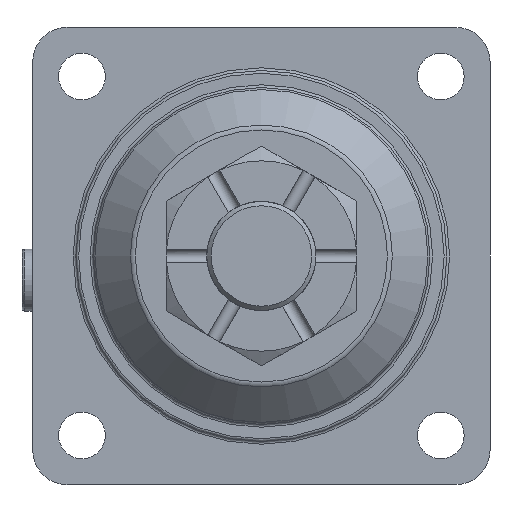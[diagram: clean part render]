
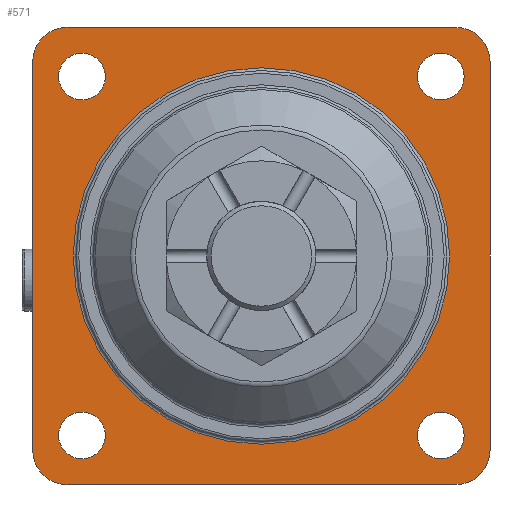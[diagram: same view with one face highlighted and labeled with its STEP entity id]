
A CAD part, left-side view. The second image highlights one B-rep face of the part: STEP entity #571.
In plain terms, the highlighted planar face has unit normal (-1, 0, 0).
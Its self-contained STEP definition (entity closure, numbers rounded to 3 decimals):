
#571 = ADVANCED_FACE( '', ( #1287, #1288, #1289, #1290, #1291, #1292 ), #1293, .F. );
#1287 = FACE_BOUND( '', #2339, .T. );
#1288 = FACE_BOUND( '', #2340, .T. );
#1289 = FACE_BOUND( '', #2341, .T. );
#1290 = FACE_BOUND( '', #2342, .T. );
#1291 = FACE_BOUND( '', #2343, .T. );
#1292 = FACE_OUTER_BOUND( '', #2344, .T. );
#1293 = PLANE( '', #2345 );
#2339 = EDGE_LOOP( '', ( #3645 ) );
#2340 = EDGE_LOOP( '', ( #3646 ) );
#2341 = EDGE_LOOP( '', ( #3647 ) );
#2342 = EDGE_LOOP( '', ( #3648 ) );
#2343 = EDGE_LOOP( '', ( #3649 ) );
#2344 = EDGE_LOOP( '', ( #3650, #3651, #3652, #3653, #3654, #3655, #3656, #3657 ) );
#2345 = AXIS2_PLACEMENT_3D( '', #3658, #3659, #3660 );
#3645 = ORIENTED_EDGE( '', *, *, #5724, .T. );
#3646 = ORIENTED_EDGE( '', *, *, #5725, .T. );
#3647 = ORIENTED_EDGE( '', *, *, #5726, .T. );
#3648 = ORIENTED_EDGE( '', *, *, #5710, .T. );
#3649 = ORIENTED_EDGE( '', *, *, #5727, .T. );
#3650 = ORIENTED_EDGE( '', *, *, #5728, .F. );
#3651 = ORIENTED_EDGE( '', *, *, #5729, .F. );
#3652 = ORIENTED_EDGE( '', *, *, #5654, .F. );
#3653 = ORIENTED_EDGE( '', *, *, #5730, .F. );
#3654 = ORIENTED_EDGE( '', *, *, #5731, .F. );
#3655 = ORIENTED_EDGE( '', *, *, #5732, .F. );
#3656 = ORIENTED_EDGE( '', *, *, #5733, .F. );
#3657 = ORIENTED_EDGE( '', *, *, #5659, .F. );
#3658 = CARTESIAN_POINT( '', ( 46.5, 54.75, 0. ) );
#3659 = DIRECTION( '', ( 1., 0., 0. ) );
#3660 = DIRECTION( '', ( 0., 0., -1. ) );
#5654 = EDGE_CURVE( '', #6662, #6663, #6664, .T. );
#5659 = EDGE_CURVE( '', #6671, #6672, #6673, .T. );
#5710 = EDGE_CURVE( '', #6752, #6752, #6753, .T. );
#5724 = EDGE_CURVE( '', #6770, #6770, #6771, .T. );
#5725 = EDGE_CURVE( '', #6772, #6772, #6773, .T. );
#5726 = EDGE_CURVE( '', #6774, #6774, #6775, .T. );
#5727 = EDGE_CURVE( '', #6776, #6776, #6777, .T. );
#5728 = EDGE_CURVE( '', #6778, #6671, #6779, .T. );
#5729 = EDGE_CURVE( '', #6663, #6778, #6780, .T. );
#5730 = EDGE_CURVE( '', #6781, #6662, #6782, .T. );
#5731 = EDGE_CURVE( '', #6783, #6781, #6784, .T. );
#5732 = EDGE_CURVE( '', #6785, #6783, #6786, .T. );
#5733 = EDGE_CURVE( '', #6672, #6785, #6787, .T. );
#6662 = VERTEX_POINT( '', #8384 );
#6663 = VERTEX_POINT( '', #8385 );
#6664 = CIRCLE( '', #8386, 10. );
#6671 = VERTEX_POINT( '', #8395 );
#6672 = VERTEX_POINT( '', #8396 );
#6673 = LINE( '', #8397, #8398 );
#6752 = VERTEX_POINT( '', #8558 );
#6753 = CIRCLE( '', #8559, 6.8 );
#6770 = VERTEX_POINT( '', #8578 );
#6771 = CIRCLE( '', #8579, 54.75 );
#6772 = VERTEX_POINT( '', #8580 );
#6773 = CIRCLE( '', #8581, 6.8 );
#6774 = VERTEX_POINT( '', #8582 );
#6775 = CIRCLE( '', #8583, 6.8 );
#6776 = VERTEX_POINT( '', #8584 );
#6777 = CIRCLE( '', #8585, 6.8 );
#6778 = VERTEX_POINT( '', #8586 );
#6779 = CIRCLE( '', #8587, 10. );
#6780 = LINE( '', #8588, #8589 );
#6781 = VERTEX_POINT( '', #8590 );
#6782 = LINE( '', #8591, #8592 );
#6783 = VERTEX_POINT( '', #8593 );
#6784 = CIRCLE( '', #8594, 10. );
#6785 = VERTEX_POINT( '', #8595 );
#6786 = LINE( '', #8596, #8597 );
#6787 = CIRCLE( '', #8598, 10. );
#8384 = CARTESIAN_POINT( '', ( 46.5, 56.5, -66.5 ) );
#8385 = CARTESIAN_POINT( '', ( 46.5, 66.5, -56.5 ) );
#8386 = AXIS2_PLACEMENT_3D( '', #10339, #10340, #10341 );
#8395 = CARTESIAN_POINT( '', ( 46.5, 56.5, 66.5 ) );
#8396 = CARTESIAN_POINT( '', ( 46.5, -56.5, 66.5 ) );
#8397 = CARTESIAN_POINT( '', ( 46.5, 56.5, 66.5 ) );
#8398 = VECTOR( '', #10347, 1000. );
#8558 = CARTESIAN_POINT( '', ( 46.5, -52.184, -58.984 ) );
#8559 = AXIS2_PLACEMENT_3D( '', #10422, #10423, #10424 );
#8578 = CARTESIAN_POINT( '', ( 46.5, 0., -54.75 ) );
#8579 = AXIS2_PLACEMENT_3D( '', #10442, #10443, #10444 );
#8580 = CARTESIAN_POINT( '', ( 46.5, -52.184, 45.384 ) );
#8581 = AXIS2_PLACEMENT_3D( '', #10445, #10446, #10447 );
#8582 = CARTESIAN_POINT( '', ( 46.5, 52.184, 45.384 ) );
#8583 = AXIS2_PLACEMENT_3D( '', #10448, #10449, #10450 );
#8584 = CARTESIAN_POINT( '', ( 46.5, 52.184, -58.984 ) );
#8585 = AXIS2_PLACEMENT_3D( '', #10451, #10452, #10453 );
#8586 = CARTESIAN_POINT( '', ( 46.5, 66.5, 56.5 ) );
#8587 = AXIS2_PLACEMENT_3D( '', #10454, #10455, #10456 );
#8588 = CARTESIAN_POINT( '', ( 46.5, 66.5, -56.5 ) );
#8589 = VECTOR( '', #10457, 1000. );
#8590 = CARTESIAN_POINT( '', ( 46.5, -56.5, -66.5 ) );
#8591 = CARTESIAN_POINT( '', ( 46.5, -56.5, -66.5 ) );
#8592 = VECTOR( '', #10458, 1000. );
#8593 = CARTESIAN_POINT( '', ( 46.5, -66.5, -56.5 ) );
#8594 = AXIS2_PLACEMENT_3D( '', #10459, #10460, #10461 );
#8595 = CARTESIAN_POINT( '', ( 46.5, -66.5, 56.5 ) );
#8596 = CARTESIAN_POINT( '', ( 46.5, -66.5, 56.5 ) );
#8597 = VECTOR( '', #10462, 1000. );
#8598 = AXIS2_PLACEMENT_3D( '', #10463, #10464, #10465 );
#10339 = CARTESIAN_POINT( '', ( 46.5, 56.5, -56.5 ) );
#10340 = DIRECTION( '', ( 1., 0., 0. ) );
#10341 = DIRECTION( '', ( 0., 0., -1. ) );
#10347 = DIRECTION( '', ( 0., -1., 0. ) );
#10422 = CARTESIAN_POINT( '', ( 46.5, -52.184, -52.184 ) );
#10423 = DIRECTION( '', ( 1., 0., 0. ) );
#10424 = DIRECTION( '', ( 0., 0., -1. ) );
#10442 = CARTESIAN_POINT( '', ( 46.5, 0., 0. ) );
#10443 = DIRECTION( '', ( 1., 0., 0. ) );
#10444 = DIRECTION( '', ( 0., 0., -1. ) );
#10445 = CARTESIAN_POINT( '', ( 46.5, -52.184, 52.184 ) );
#10446 = DIRECTION( '', ( 1., 0., 0. ) );
#10447 = DIRECTION( '', ( 0., 0., -1. ) );
#10448 = CARTESIAN_POINT( '', ( 46.5, 52.184, 52.184 ) );
#10449 = DIRECTION( '', ( 1., 0., 0. ) );
#10450 = DIRECTION( '', ( 0., 0., -1. ) );
#10451 = CARTESIAN_POINT( '', ( 46.5, 52.184, -52.184 ) );
#10452 = DIRECTION( '', ( 1., 0., 0. ) );
#10453 = DIRECTION( '', ( 0., 0., -1. ) );
#10454 = CARTESIAN_POINT( '', ( 46.5, 56.5, 56.5 ) );
#10455 = DIRECTION( '', ( 1., 0., 0. ) );
#10456 = DIRECTION( '', ( 0., 0., -1. ) );
#10457 = DIRECTION( '', ( 0., 0., 1. ) );
#10458 = DIRECTION( '', ( 0., 1., 0. ) );
#10459 = CARTESIAN_POINT( '', ( 46.5, -56.5, -56.5 ) );
#10460 = DIRECTION( '', ( 1., 0., 0. ) );
#10461 = DIRECTION( '', ( 0., 0., -1. ) );
#10462 = DIRECTION( '', ( 0., 0., -1. ) );
#10463 = CARTESIAN_POINT( '', ( 46.5, -56.5, 56.5 ) );
#10464 = DIRECTION( '', ( 1., 0., 0. ) );
#10465 = DIRECTION( '', ( 0., 0., -1. ) );
